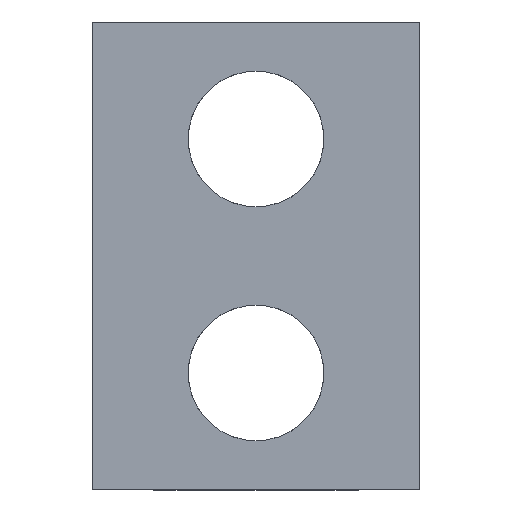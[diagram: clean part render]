
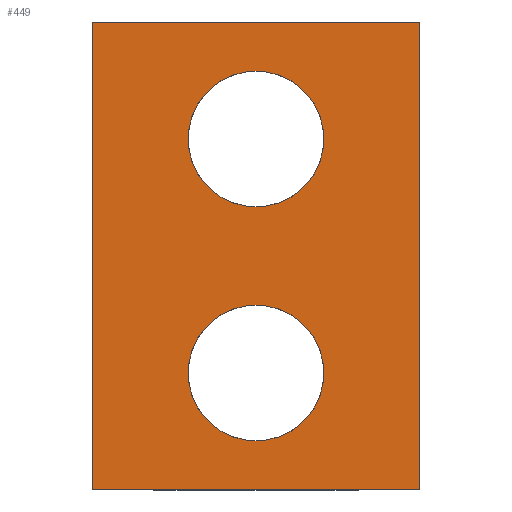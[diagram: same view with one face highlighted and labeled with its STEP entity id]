
A CAD part, left-side view. The second image highlights one B-rep face of the part: STEP entity #449.
In plain terms, the highlighted planar face has unit normal (-1, 0, 0).
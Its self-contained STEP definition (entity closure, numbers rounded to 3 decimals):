
#3 = DIRECTION ( 'NONE',  ( 0., 0., 1. ) ) ;
#4 = ORIENTED_EDGE ( 'NONE', *, *, #303, .F. ) ;
#18 = VERTEX_POINT ( 'NONE', #505 ) ;
#29 = VERTEX_POINT ( 'NONE', #153 ) ;
#36 = CARTESIAN_POINT ( 'NONE',  ( 0., 0., 5. ) ) ;
#37 = LINE ( 'NONE', #255, #88 ) ;
#41 = EDGE_CURVE ( 'NONE', #502, #281, #74, .T. ) ;
#44 = VERTEX_POINT ( 'NONE', #417 ) ;
#54 = VECTOR ( 'NONE', #136, 1000. ) ;
#56 = AXIS2_PLACEMENT_3D ( 'NONE', #226, #549, #144 ) ;
#57 = DIRECTION ( 'NONE',  ( 0., 0., 1. ) ) ;
#61 = PLANE ( 'NONE',  #276 ) ;
#69 = CARTESIAN_POINT ( 'NONE',  ( 0., 0., 7.9 ) ) ;
#74 = CIRCLE ( 'NONE', #436, 2.9 ) ;
#88 = VECTOR ( 'NONE', #215, 1000. ) ;
#93 = VERTEX_POINT ( 'NONE', #189 ) ;
#97 = ORIENTED_EDGE ( 'NONE', *, *, #145, .F. ) ;
#103 = DIRECTION ( 'NONE',  ( 1., 0., 0. ) ) ;
#105 = EDGE_LOOP ( 'NONE', ( #149, #233 ) ) ;
#121 = AXIS2_PLACEMENT_3D ( 'NONE', #36, #181, #177 ) ;
#127 = CARTESIAN_POINT ( 'NONE',  ( 0., 0., 5. ) ) ;
#129 = AXIS2_PLACEMENT_3D ( 'NONE', #127, #268, #3 ) ;
#136 = DIRECTION ( 'NONE',  ( 0., 0., -1. ) ) ;
#144 = DIRECTION ( 'NONE',  ( 0., 0., 1. ) ) ;
#145 = EDGE_CURVE ( 'NONE', #18, #93, #337, .T. ) ;
#149 = ORIENTED_EDGE ( 'NONE', *, *, #41, .F. ) ;
#153 = CARTESIAN_POINT ( 'NONE',  ( 0., -7., -10. ) ) ;
#177 = DIRECTION ( 'NONE',  ( 0., 0., 1. ) ) ;
#178 = ORIENTED_EDGE ( 'NONE', *, *, #195, .F. ) ;
#181 = DIRECTION ( 'NONE',  ( -1., 0., 0. ) ) ;
#189 = CARTESIAN_POINT ( 'NONE',  ( 0., -7., 10. ) ) ;
#195 = EDGE_CURVE ( 'NONE', #93, #29, #198, .T. ) ;
#198 = LINE ( 'NONE', #340, #296 ) ;
#215 = DIRECTION ( 'NONE',  ( 0., -1., 0. ) ) ;
#226 = CARTESIAN_POINT ( 'NONE',  ( 0., 0., -5. ) ) ;
#233 = ORIENTED_EDGE ( 'NONE', *, *, #574, .F. ) ;
#236 = CARTESIAN_POINT ( 'NONE',  ( 0., 0., -5. ) ) ;
#244 = CARTESIAN_POINT ( 'NONE',  ( 0., 0., -2.1 ) ) ;
#250 = CARTESIAN_POINT ( 'NONE',  ( 0., 7., 10. ) ) ;
#255 = CARTESIAN_POINT ( 'NONE',  ( 0., 7., -10. ) ) ;
#259 = EDGE_LOOP ( 'NONE', ( #312, #4 ) ) ;
#268 = DIRECTION ( 'NONE',  ( -1., 0., 0. ) ) ;
#276 = AXIS2_PLACEMENT_3D ( 'NONE', #326, #103, #552 ) ;
#277 = CIRCLE ( 'NONE', #56, 2.9 ) ;
#281 = VERTEX_POINT ( 'NONE', #490 ) ;
#283 = VERTEX_POINT ( 'NONE', #311 ) ;
#291 = DIRECTION ( 'NONE',  ( 0., 0., -1. ) ) ;
#296 = VECTOR ( 'NONE', #291, 1000. ) ;
#298 = EDGE_CURVE ( 'NONE', #495, #283, #457, .T. ) ;
#303 = EDGE_CURVE ( 'NONE', #283, #495, #372, .T. ) ;
#311 = CARTESIAN_POINT ( 'NONE',  ( 0., 0., 2.1 ) ) ;
#312 = ORIENTED_EDGE ( 'NONE', *, *, #298, .F. ) ;
#322 = DIRECTION ( 'NONE',  ( -1., 0., 0. ) ) ;
#326 = CARTESIAN_POINT ( 'NONE',  ( 0., 7., 10. ) ) ;
#337 = LINE ( 'NONE', #250, #522 ) ;
#340 = CARTESIAN_POINT ( 'NONE',  ( 0., -7., 10. ) ) ;
#357 = EDGE_LOOP ( 'NONE', ( #389, #178, #97, #400 ) ) ;
#358 = CARTESIAN_POINT ( 'NONE',  ( 0., 7., 10. ) ) ;
#369 = EDGE_CURVE ( 'NONE', #18, #44, #538, .T. ) ;
#370 = FACE_OUTER_BOUND ( 'NONE', #357, .T. ) ;
#372 = CIRCLE ( 'NONE', #121, 2.9 ) ;
#389 = ORIENTED_EDGE ( 'NONE', *, *, #395, .T. ) ;
#395 = EDGE_CURVE ( 'NONE', #44, #29, #37, .T. ) ;
#400 = ORIENTED_EDGE ( 'NONE', *, *, #369, .T. ) ;
#417 = CARTESIAN_POINT ( 'NONE',  ( 0., 7., -10. ) ) ;
#421 = FACE_BOUND ( 'NONE', #105, .T. ) ;
#433 = DIRECTION ( 'NONE',  ( 0., -1., 0. ) ) ;
#436 = AXIS2_PLACEMENT_3D ( 'NONE', #236, #322, #57 ) ;
#449 = ADVANCED_FACE ( 'NONE', ( #421, #463, #370 ), #61, .F. ) ;
#457 = CIRCLE ( 'NONE', #129, 2.9 ) ;
#463 = FACE_BOUND ( 'NONE', #259, .T. ) ;
#490 = CARTESIAN_POINT ( 'NONE',  ( 0., 0., -7.9 ) ) ;
#495 = VERTEX_POINT ( 'NONE', #69 ) ;
#502 = VERTEX_POINT ( 'NONE', #244 ) ;
#505 = CARTESIAN_POINT ( 'NONE',  ( 0., 7., 10. ) ) ;
#522 = VECTOR ( 'NONE', #433, 1000. ) ;
#538 = LINE ( 'NONE', #358, #54 ) ;
#549 = DIRECTION ( 'NONE',  ( -1., 0., 0. ) ) ;
#552 = DIRECTION ( 'NONE',  ( 0., 1., 0. ) ) ;
#574 = EDGE_CURVE ( 'NONE', #281, #502, #277, .T. ) ;
